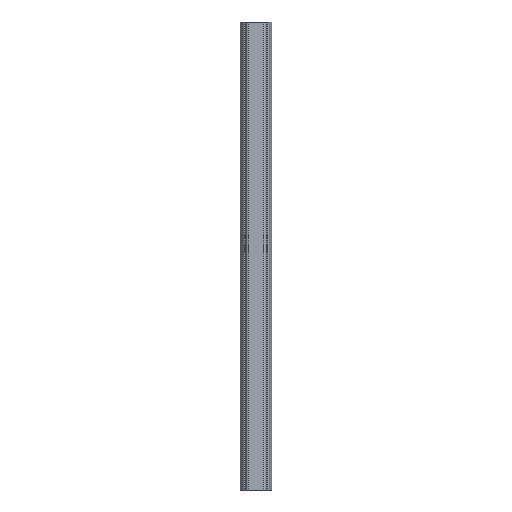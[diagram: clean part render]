
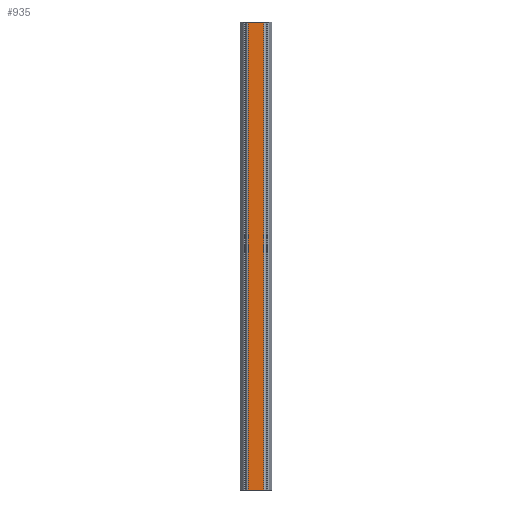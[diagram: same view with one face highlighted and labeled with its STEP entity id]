
A CAD part, front view. The second image highlights one B-rep face of the part: STEP entity #935.
In plain terms, the highlighted planar face has unit normal (0, -1, 0).
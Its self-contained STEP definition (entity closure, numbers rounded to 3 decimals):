
#56=FACE_OUTER_BOUND('',#102,.T.);
#102=EDGE_LOOP('',(#708,#709,#710,#711));
#174=LINE('',#1373,#270);
#222=LINE('',#1504,#318);
#223=LINE('',#1507,#319);
#224=LINE('',#1508,#320);
#270=VECTOR('',#1097,10.);
#318=VECTOR('',#1227,10.);
#319=VECTOR('',#1230,10.);
#320=VECTOR('',#1231,10.);
#376=VERTEX_POINT('',#1370);
#377=VERTEX_POINT('',#1372);
#419=VERTEX_POINT('',#1502);
#420=VERTEX_POINT('',#1506);
#464=EDGE_CURVE('',#376,#377,#174,.T.);
#530=EDGE_CURVE('',#376,#419,#222,.T.);
#531=EDGE_CURVE('',#420,#419,#223,.T.);
#532=EDGE_CURVE('',#377,#420,#224,.T.);
#708=ORIENTED_EDGE('',*,*,#530,.T.);
#709=ORIENTED_EDGE('',*,*,#531,.F.);
#710=ORIENTED_EDGE('',*,*,#532,.F.);
#711=ORIENTED_EDGE('',*,*,#464,.F.);
#850=PLANE('',#1029);
#935=ADVANCED_FACE('',(#56),#850,.T.);
#1029=AXIS2_PLACEMENT_3D('',#1505,#1228,#1229);
#1097=DIRECTION('',(-1.,0.,0.));
#1227=DIRECTION('',(0.,0.,1.));
#1228=DIRECTION('center_axis',(0.,-1.,0.));
#1229=DIRECTION('ref_axis',(1.,0.,0.));
#1230=DIRECTION('',(1.,0.,0.));
#1231=DIRECTION('',(0.,0.,1.));
#1370=CARTESIAN_POINT('',(3.303,0.,-100.));
#1372=CARTESIAN_POINT('',(-3.303,0.,-100.));
#1373=CARTESIAN_POINT('',(-3.303,0.,-100.));
#1502=CARTESIAN_POINT('',(3.303,0.,100.));
#1504=CARTESIAN_POINT('',(3.303,0.,0.));
#1505=CARTESIAN_POINT('Origin',(-3.303,0.,0.));
#1506=CARTESIAN_POINT('',(-3.303,0.,100.));
#1507=CARTESIAN_POINT('',(-3.303,0.,100.));
#1508=CARTESIAN_POINT('',(-3.303,0.,0.));
